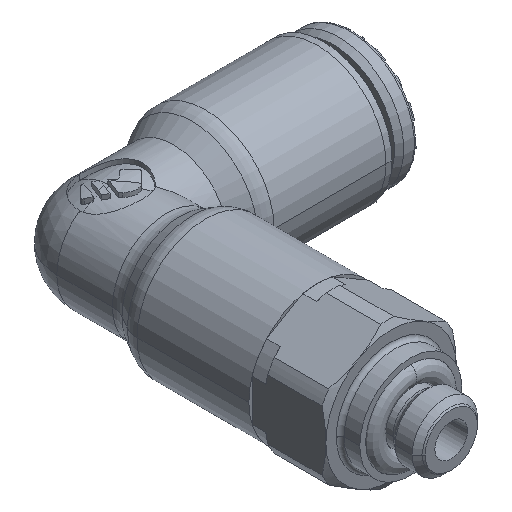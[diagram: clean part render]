
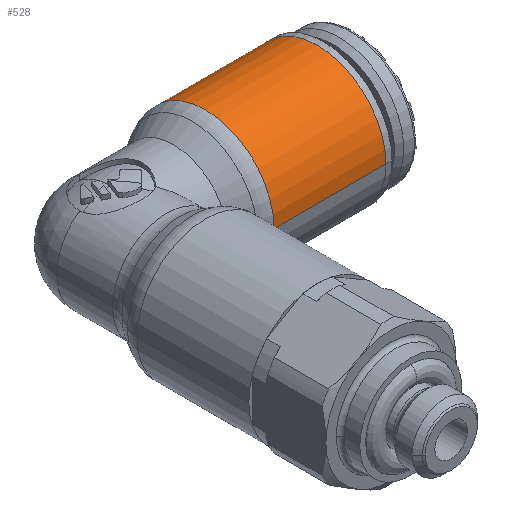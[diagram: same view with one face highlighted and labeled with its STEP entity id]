
A CAD part, isometric view. The second image highlights one B-rep face of the part: STEP entity #528.
In plain terms, the highlighted cylindrical face has radius 5.25 mm (diameter 10.5 mm), a partial arc.
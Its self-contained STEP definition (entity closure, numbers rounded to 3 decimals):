
#528=ADVANCED_FACE('',(#1671),#1672,.T.);
#1671=FACE_OUTER_BOUND('',#4831,.T.);
#1672=CYLINDRICAL_SURFACE('',#4832,5.25);
#4831=EDGE_LOOP('',(#7992,#7993,#7994,#7995));
#4832=AXIS2_PLACEMENT_3D('',#7996,#7997,#7998);
#7992=ORIENTED_EDGE('',*,*,#13215,.F.);
#7993=ORIENTED_EDGE('',*,*,#13212,.F.);
#7994=ORIENTED_EDGE('',*,*,#13214,.T.);
#7995=ORIENTED_EDGE('',*,*,#13225,.F.);
#7996=CARTESIAN_POINT('',(-5.148,0.0,0.0));
#7997=DIRECTION('',(-1.0,-0.0,0.0));
#7998=DIRECTION('',(0.0,-1.0,0.0));
#13212=EDGE_CURVE('',#15731,#15732,#15733,.T.);
#13214=EDGE_CURVE('',#15731,#15735,#15736,.T.);
#13215=EDGE_CURVE('',#15732,#15737,#15738,.T.);
#13225=EDGE_CURVE('',#15737,#15735,#15752,.T.);
#15731=VERTEX_POINT('',#20695);
#15732=VERTEX_POINT('',#20696);
#15733=CIRCLE('',#20697,5.25);
#15735=VERTEX_POINT('',#20699);
#15736=LINE('',#20700,#20701);
#15737=VERTEX_POINT('',#20702);
#15738=LINE('',#20703,#20704);
#15752=CIRCLE('',#20720,5.25);
#20695=CARTESIAN_POINT('',(15.8,5.25,0.0));
#20696=CARTESIAN_POINT('',(15.8,-5.25,0.0));
#20697=AXIS2_PLACEMENT_3D('',#26198,#26199,#26200);
#20699=CARTESIAN_POINT('',(7.236,5.25,0.002));
#20700=CARTESIAN_POINT('',(15.8,5.25,0.0));
#20701=VECTOR('',#26204,8.564);
#20702=CARTESIAN_POINT('',(7.236,-5.25,-0.002));
#20703=CARTESIAN_POINT('',(15.8,-5.25,0.0));
#20704=VECTOR('',#26205,8.564);
#20720=AXIS2_PLACEMENT_3D('',#26229,#26230,#26231);
#26198=CARTESIAN_POINT('',(15.8,0.0,0.0));
#26199=DIRECTION('',(1.0,0.0,0.0));
#26200=DIRECTION('',(0.0,1.0,0.0));
#26204=DIRECTION('',(-1.0,0.0,0.0));
#26205=DIRECTION('',(-1.0,0.0,0.0));
#26229=CARTESIAN_POINT('',(7.236,0.0,0.0));
#26230=DIRECTION('',(-1.0,0.0,0.0));
#26231=DIRECTION('',(0.0,-1.0,0.0));
